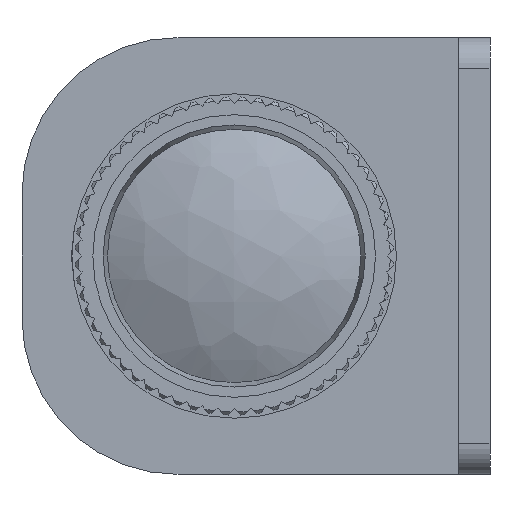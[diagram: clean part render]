
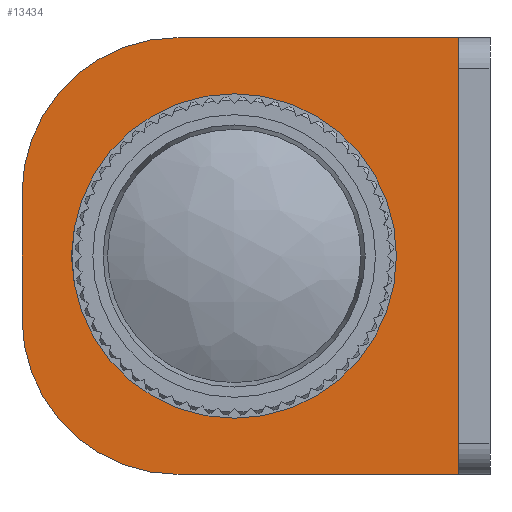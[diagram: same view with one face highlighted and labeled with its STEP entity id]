
A CAD part, left-side view. The second image highlights one B-rep face of the part: STEP entity #13434.
In plain terms, the highlighted planar face has unit normal (-1, 0, 0).
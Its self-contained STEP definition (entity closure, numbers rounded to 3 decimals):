
#339 = FACE_BOUND ( 'NONE', #8286, .T. ) ;
#447 = CARTESIAN_POINT ( 'NONE',  ( 29.91, -36., 35. ) ) ;
#991 = DIRECTION ( 'NONE',  ( 1., 0., 0. ) ) ;
#1305 = CARTESIAN_POINT ( 'NONE',  ( 29.91, -36., 35. ) ) ;
#1358 = CARTESIAN_POINT ( 'NONE',  ( 29.91, 34., 10. ) ) ;
#1398 = DIRECTION ( 'NONE',  ( 0., 1., 0. ) ) ;
#1493 = CARTESIAN_POINT ( 'NONE',  ( 29.91, 0., 0. ) ) ;
#1557 = DIRECTION ( 'NONE',  ( 0., 1., 0. ) ) ;
#1863 = CARTESIAN_POINT ( 'NONE',  ( 29.91, 34., -10. ) ) ;
#1886 = EDGE_CURVE ( 'NONE', #12510, #7399, #2839, .T. ) ;
#1973 = CARTESIAN_POINT ( 'NONE',  ( 29.91, 34., 35. ) ) ;
#2052 = DIRECTION ( 'NONE',  ( 0., 0., -1. ) ) ;
#2206 = CARTESIAN_POINT ( 'NONE',  ( 29.91, 9., 10. ) ) ;
#2232 = ORIENTED_EDGE ( 'NONE', *, *, #2759, .F. ) ;
#2528 = CARTESIAN_POINT ( 'NONE',  ( 29.91, 34., 35. ) ) ;
#2637 = EDGE_CURVE ( 'NONE', #12510, #12538, #13371, .T. ) ;
#2759 = EDGE_CURVE ( 'NONE', #7770, #12538, #3130, .T. ) ;
#2825 = DIRECTION ( 'NONE',  ( 1., 0., 0. ) ) ;
#2835 = ORIENTED_EDGE ( 'NONE', *, *, #1886, .F. ) ;
#2839 = LINE ( 'NONE', #447, #6780 ) ;
#3130 = CIRCLE ( 'NONE', #6953, 25. ) ;
#3288 = DIRECTION ( 'NONE',  ( 0., 1., 0. ) ) ;
#3369 = PLANE ( 'NONE',  #4318 ) ;
#3439 = CARTESIAN_POINT ( 'NONE',  ( 29.91, 0., 35. ) ) ;
#4019 = EDGE_CURVE ( 'NONE', #7399, #8816, #10974, .T. ) ;
#4318 = AXIS2_PLACEMENT_3D ( 'NONE', #2528, #7668, #11976 ) ;
#4431 = FACE_OUTER_BOUND ( 'NONE', #9978, .T. ) ;
#5187 = ORIENTED_EDGE ( 'NONE', *, *, #4019, .F. ) ;
#5605 = ORIENTED_EDGE ( 'NONE', *, *, #2637, .T. ) ;
#5820 = AXIS2_PLACEMENT_3D ( 'NONE', #1493, #2825, #1557 ) ;
#6473 = ORIENTED_EDGE ( 'NONE', *, *, #12885, .T. ) ;
#6483 = LINE ( 'NONE', #1973, #7903 ) ;
#6513 = DIRECTION ( 'NONE',  ( 0., 0., 1. ) ) ;
#6716 = ORIENTED_EDGE ( 'NONE', *, *, #10743, .F. ) ;
#6780 = VECTOR ( 'NONE', #8138, 1000. ) ;
#6953 = AXIS2_PLACEMENT_3D ( 'NONE', #2206, #8573, #6513 ) ;
#7204 = VECTOR ( 'NONE', #3288, 1000. ) ;
#7223 = AXIS2_PLACEMENT_3D ( 'NONE', #10659, #991, #2052 ) ;
#7399 = VERTEX_POINT ( 'NONE', #13143 ) ;
#7632 = VECTOR ( 'NONE', #1398, 1000. ) ;
#7668 = DIRECTION ( 'NONE',  ( 1., 0., 0. ) ) ;
#7770 = VERTEX_POINT ( 'NONE', #1358 ) ;
#7903 = VECTOR ( 'NONE', #9530, 1000. ) ;
#8138 = DIRECTION ( 'NONE',  ( 0., 0., -1. ) ) ;
#8286 = EDGE_LOOP ( 'NONE', ( #10495 ) ) ;
#8573 = DIRECTION ( 'NONE',  ( 1., 0., 0. ) ) ;
#8816 = VERTEX_POINT ( 'NONE', #11451 ) ;
#8959 = VERTEX_POINT ( 'NONE', #13186 ) ;
#9299 = EDGE_CURVE ( 'NONE', #8959, #8959, #10099, .T. ) ;
#9530 = DIRECTION ( 'NONE',  ( 0., 0., -1. ) ) ;
#9978 = EDGE_LOOP ( 'NONE', ( #6716, #5187, #2835, #5605, #2232, #6473 ) ) ;
#10099 = CIRCLE ( 'NONE', #5820, 24.5 ) ;
#10495 = ORIENTED_EDGE ( 'NONE', *, *, #9299, .T. ) ;
#10607 = CIRCLE ( 'NONE', #7223, 25. ) ;
#10659 = CARTESIAN_POINT ( 'NONE',  ( 29.91, 9., -10. ) ) ;
#10743 = EDGE_CURVE ( 'NONE', #8816, #13625, #10607, .T. ) ;
#10974 = LINE ( 'NONE', #11051, #7204 ) ;
#11051 = CARTESIAN_POINT ( 'NONE',  ( 29.91, 0., -35. ) ) ;
#11186 = CARTESIAN_POINT ( 'NONE',  ( 29.91, 9., 35. ) ) ;
#11451 = CARTESIAN_POINT ( 'NONE',  ( 29.91, 9., -35. ) ) ;
#11976 = DIRECTION ( 'NONE',  ( 0., 1., 0. ) ) ;
#12510 = VERTEX_POINT ( 'NONE', #1305 ) ;
#12538 = VERTEX_POINT ( 'NONE', #11186 ) ;
#12885 = EDGE_CURVE ( 'NONE', #7770, #13625, #6483, .T. ) ;
#13143 = CARTESIAN_POINT ( 'NONE',  ( 29.91, -36., -35. ) ) ;
#13186 = CARTESIAN_POINT ( 'NONE',  ( 29.91, 24.5, 0. ) ) ;
#13371 = LINE ( 'NONE', #3439, #7632 ) ;
#13434 = ADVANCED_FACE ( 'NONE', ( #4431, #339 ), #3369, .F. ) ;
#13625 = VERTEX_POINT ( 'NONE', #1863 ) ;
